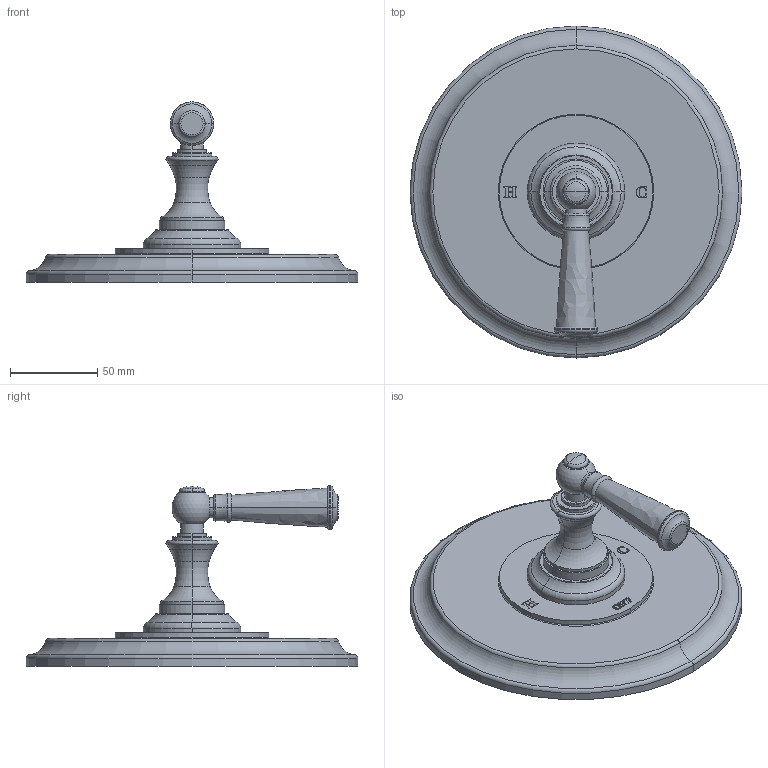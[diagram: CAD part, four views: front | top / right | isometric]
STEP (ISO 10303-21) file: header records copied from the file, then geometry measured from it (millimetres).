
FILE_DESCRIPTION((''),'2;1');
FILE_NAME('4-2454BP','2021-06-04T11:13:57',('jinson.thomas'),(''),'CREO PARAMETRIC BY PTC INC, 2018400','CREO PARAMETRIC BY PTC INC, 2018400','');
FILE_SCHEMA(('CONFIG_CONTROL_DESIGN'));
Length unit declared in the file: inch
Products named in the file (1): 4-2454BP
Bounding box: 190.5 x 190.5 x 103.43 mm (x, y, z)
Volume: 496548.2 mm3; surface area: 74616.5 mm2
Topology: 1 solids, 1 shells, 213 faces, 533 edges, 338 vertices
Faces by surface type: extrusion 95, torus 48, plane 42, cylinder 20, sphere 4, cone 2, bspline 2
Entity records: 7691 total; most frequent: CARTESIAN_POINT 2825, ORIENTED_EDGE 1062, DIRECTION 824, EDGE_CURVE 531, VERTEX_POINT 338, B_SPLINE_CURVE_WITH_KNOTS 286, VECTOR 278, AXIS2_PLACEMENT_3D 273
